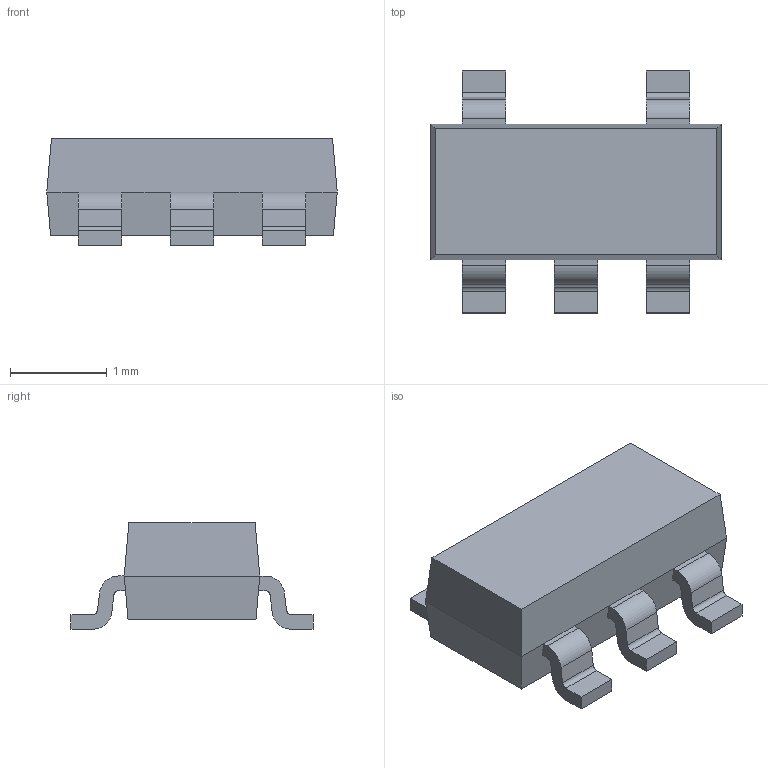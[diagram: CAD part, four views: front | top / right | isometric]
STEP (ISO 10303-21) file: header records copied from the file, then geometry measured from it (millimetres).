
FILE_DESCRIPTION(/* description */ (''),/* implementation_level */ '2;1');
FILE_NAME(/* name */ 'SOT-23-5.step',/* time_stamp */ '2020-09-06T16:28:59+02:00',/* author */ (''),/* organization */ (''),/* preprocessor_version */ 'ST-DEVELOPER v18.1',/* originating_system */ 'Autodesk Translation Framework v9.3.0.1241',/* authorisation */ '');
FILE_SCHEMA (('AUTOMOTIVE_DESIGN { 1 0 10303 214 3 1 1 }'));
Length unit declared in the file: millimetre
Products named in the file (2): (Unsaved); Component1
Assembly tree (1 placements, depth 2):
  (Unsaved)
    Component1
Bounding box: 3 x 2.5 x 1.1 mm (x, y, z)
Volume: 4.3 mm3; surface area: 21.3 mm2
Topology: 1 solids, 1 shells, 75 faces, 205 edges, 132 vertices
Faces by surface type: plane 55, cylinder 20
Entity records: 2424 total; most frequent: CARTESIAN_POINT 415, ORIENTED_EDGE 410, DIRECTION 401, EDGE_CURVE 205, LINE 165, VECTOR 165, VERTEX_POINT 132, AXIS2_PLACEMENT_3D 118
